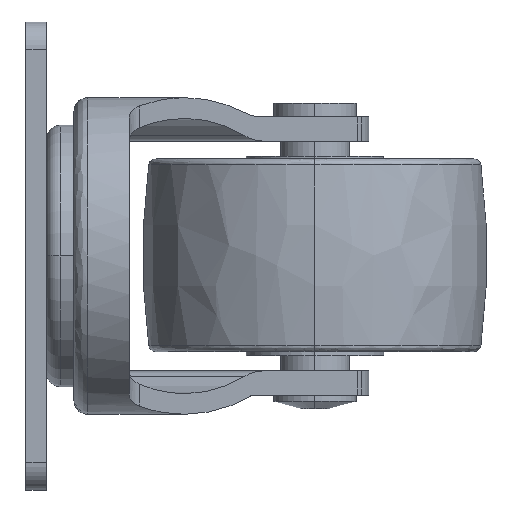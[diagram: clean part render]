
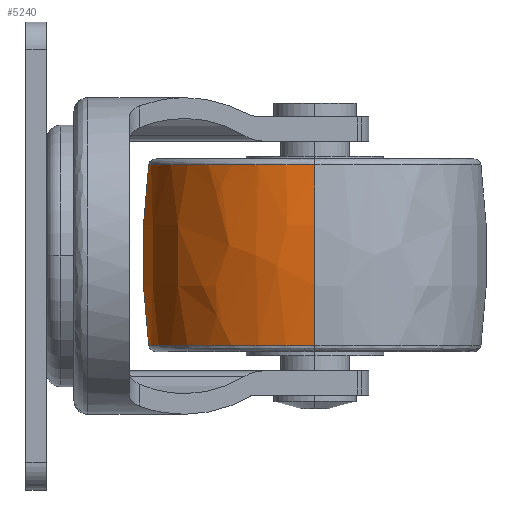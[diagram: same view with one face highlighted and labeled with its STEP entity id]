
A CAD part, left-side view. The second image highlights one B-rep face of the part: STEP entity #5240.
In plain terms, the highlighted free-form (B-spline) face has degree [3, 3] with [4, 4] control points.
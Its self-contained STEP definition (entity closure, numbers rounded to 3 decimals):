
#161 = ORIENTED_EDGE ( 'NONE', *, *, #1247, .T. ) ;
#231 = DIRECTION ( 'NONE',  ( 0., -1., 0. ) ) ;
#367 = ORIENTED_EDGE ( 'NONE', *, *, #3440, .T. ) ;
#456 = CARTESIAN_POINT ( 'NONE',  ( 16., -17.5, -6.516 ) ) ;
#476 = CIRCLE ( 'NONE', #5073, 50. ) ;
#520 = FACE_OUTER_BOUND ( 'NONE', #5869, .T. ) ;
#596 = CARTESIAN_POINT ( 'NONE',  ( 3.933, -17.5, 6.616 ) ) ;
#754 = CARTESIAN_POINT ( 'NONE',  ( -21.5, -17.5, 0.05 ) ) ;
#758 = CARTESIAN_POINT ( 'NONE',  ( 28.645, 7.79, 2.251 ) ) ;
#880 = CIRCLE ( 'NONE', #1800, 50. ) ;
#924 = CARTESIAN_POINT ( 'NONE',  ( 3.933, -17.5, -6.516 ) ) ;
#1064 = CARTESIAN_POINT ( 'NONE',  ( 28.067, -17.5, -6.516 ) ) ;
#1218 = CARTESIAN_POINT ( 'NONE',  ( 28.645, 7.79, -2.151 ) ) ;
#1247 = EDGE_CURVE ( 'NONE', #3982, #4086, #880, .T. ) ;
#1254 =( BOUNDED_SURFACE ( )  B_SPLINE_SURFACE ( 3, 3, ( 
 ( #5925, #5373, #2466, #1064 ),
 ( #6064, #1685, #1218, #2679 ),
 ( #5882, #2044, #758, #3471 ),
 ( #4939, #1987, #3501, #5430 ) ),
 .UNSPECIFIED., .F., .F., .F. ) 
 B_SPLINE_SURFACE_WITH_KNOTS ( ( 4, 4 ),
 ( 4, 4 ),
 ( 0., 1. ),
 ( 0., 1. ),
 .UNSPECIFIED. ) 
 GEOMETRIC_REPRESENTATION_ITEM ( )  RATIONAL_B_SPLINE_SURFACE ( (
 ( 1., 0.333, 0.333, 1.),
 ( 0.994, 0.331, 0.331, 0.994),
 ( 0.994, 0.331, 0.331, 0.994),
 ( 1., 0.333, 0.333, 1.) ) ) 
 REPRESENTATION_ITEM ( '' )  SURFACE ( )  );
#1326 = DIRECTION ( 'NONE',  ( -1., 0., 0. ) ) ;
#1538 = CARTESIAN_POINT ( 'NONE',  ( 28.067, -17.5, 6.616 ) ) ;
#1685 = CARTESIAN_POINT ( 'NONE',  ( 3.355, 7.79, -2.151 ) ) ;
#1716 = DIRECTION ( 'NONE',  ( 1., 0., 0. ) ) ;
#1800 = AXIS2_PLACEMENT_3D ( 'NONE', #5280, #5699, #1326 ) ;
#1867 = DIRECTION ( 'NONE',  ( -1., 0., 0. ) ) ;
#1892 = DIRECTION ( 'NONE',  ( 0., 0., -1. ) ) ;
#1909 = DIRECTION ( 'NONE',  ( 0., 0., 1. ) ) ;
#1987 = CARTESIAN_POINT ( 'NONE',  ( 3.933, 6.634, 6.616 ) ) ;
#2044 = CARTESIAN_POINT ( 'NONE',  ( 3.355, 7.79, 2.251 ) ) ;
#2410 = DIRECTION ( 'NONE',  ( -1., 0., 0. ) ) ;
#2466 = CARTESIAN_POINT ( 'NONE',  ( 28.067, 6.634, -6.516 ) ) ;
#2607 = VERTEX_POINT ( 'NONE', #1538 ) ;
#2679 = CARTESIAN_POINT ( 'NONE',  ( 28.645, -17.5, -2.151 ) ) ;
#2967 = EDGE_CURVE ( 'NONE', #5757, #3982, #5201, .T. ) ;
#3440 = EDGE_CURVE ( 'NONE', #4086, #2607, #5189, .T. ) ;
#3471 = CARTESIAN_POINT ( 'NONE',  ( 28.645, -17.5, 2.251 ) ) ;
#3501 = CARTESIAN_POINT ( 'NONE',  ( 28.067, 6.634, 6.616 ) ) ;
#3891 = CARTESIAN_POINT ( 'NONE',  ( 28.067, -17.5, -6.516 ) ) ;
#3982 = VERTEX_POINT ( 'NONE', #924 ) ;
#4082 = ORIENTED_EDGE ( 'NONE', *, *, #2967, .T. ) ;
#4086 = VERTEX_POINT ( 'NONE', #596 ) ;
#4577 = AXIS2_PLACEMENT_3D ( 'NONE', #4885, #1892, #1867 ) ;
#4885 = CARTESIAN_POINT ( 'NONE',  ( 16., -17.5, 6.616 ) ) ;
#4913 = EDGE_CURVE ( 'NONE', #5757, #2607, #476, .T. ) ;
#4928 = ORIENTED_EDGE ( 'NONE', *, *, #4913, .F. ) ;
#4939 = CARTESIAN_POINT ( 'NONE',  ( 3.933, -17.5, 6.616 ) ) ;
#5073 = AXIS2_PLACEMENT_3D ( 'NONE', #754, #231, #1716 ) ;
#5189 = CIRCLE ( 'NONE', #4577, 12.067 ) ;
#5201 = CIRCLE ( 'NONE', #6024, 12.067 ) ;
#5240 = ADVANCED_FACE ( 'NONE', ( #520 ), #1254, .T. ) ;
#5280 = CARTESIAN_POINT ( 'NONE',  ( 53.5, -17.5, 0.05 ) ) ;
#5373 = CARTESIAN_POINT ( 'NONE',  ( 3.933, 6.634, -6.516 ) ) ;
#5430 = CARTESIAN_POINT ( 'NONE',  ( 28.067, -17.5, 6.616 ) ) ;
#5699 = DIRECTION ( 'NONE',  ( 0., 1., 0. ) ) ;
#5757 = VERTEX_POINT ( 'NONE', #3891 ) ;
#5869 = EDGE_LOOP ( 'NONE', ( #4928, #4082, #161, #367 ) ) ;
#5882 = CARTESIAN_POINT ( 'NONE',  ( 3.355, -17.5, 2.251 ) ) ;
#5925 = CARTESIAN_POINT ( 'NONE',  ( 3.933, -17.5, -6.516 ) ) ;
#6024 = AXIS2_PLACEMENT_3D ( 'NONE', #456, #1909, #2410 ) ;
#6064 = CARTESIAN_POINT ( 'NONE',  ( 3.355, -17.5, -2.151 ) ) ;
